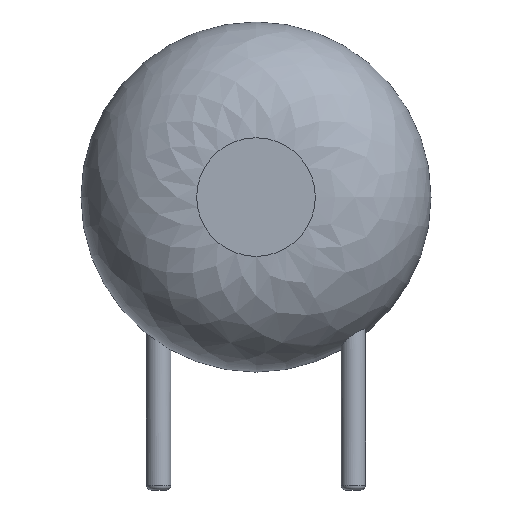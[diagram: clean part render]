
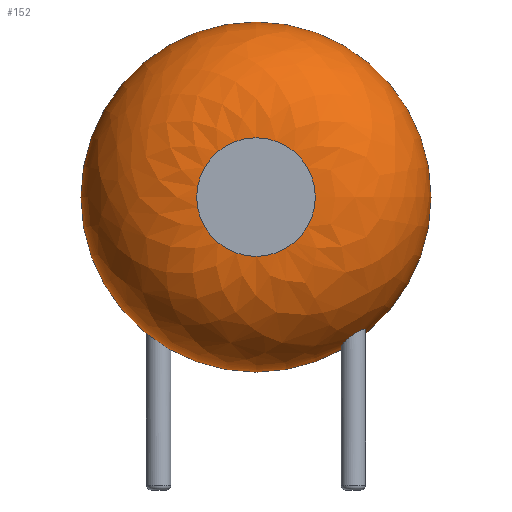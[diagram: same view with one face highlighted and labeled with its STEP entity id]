
A CAD part, front view. The second image highlights one B-rep face of the part: STEP entity #152.
In plain terms, the highlighted face is a revolution surface.
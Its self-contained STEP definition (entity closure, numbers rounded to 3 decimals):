
#24 = VERTEX_POINT('',#25);
#25 = CARTESIAN_POINT('',(7.,-0.824,4.53));
#31 = EDGE_CURVE('',#24,#24,#32,.T.);
#32 = CIRCLE('',#33,4.5);
#33 = AXIS2_PLACEMENT_3D('',#34,#35,#36);
#34 = CARTESIAN_POINT('',(2.5,-0.824,4.53));
#35 = DIRECTION('',(0.,-1.,0.));
#36 = DIRECTION('',(1.,0.,0.));
#152 = ADVANCED_FACE('',(#153,#173),#242,.T.);
#153 = FACE_BOUND('',#154,.T.);
#154 = EDGE_LOOP('',(#155,#156,#165,#172));
#155 = ORIENTED_EDGE('',*,*,#31,.T.);
#156 = ORIENTED_EDGE('',*,*,#157,.T.);
#157 = EDGE_CURVE('',#24,#158,#160,.T.);
#158 = VERTEX_POINT('',#159);
#159 = CARTESIAN_POINT('',(4.024,-3.8,4.53));
#160 = CIRCLE('',#161,2.976);
#161 = AXIS2_PLACEMENT_3D('',#162,#163,#164);
#162 = CARTESIAN_POINT('',(4.024,-0.824,4.53));
#163 = DIRECTION('',(0.,0.,-1.));
#164 = DIRECTION('',(1.,0.,0.));
#165 = ORIENTED_EDGE('',*,*,#166,.F.);
#166 = EDGE_CURVE('',#158,#158,#167,.T.);
#167 = CIRCLE('',#168,1.524);
#168 = AXIS2_PLACEMENT_3D('',#169,#170,#171);
#169 = CARTESIAN_POINT('',(2.5,-3.8,4.53));
#170 = DIRECTION('',(0.,-1.,0.));
#171 = DIRECTION('',(1.,0.,0.));
#172 = ORIENTED_EDGE('',*,*,#157,.F.);
#173 = FACE_BOUND('',#174,.T.);
#174 = EDGE_LOOP('',(#175,#202));
#175 = ORIENTED_EDGE('',*,*,#176,.T.);
#176 = EDGE_CURVE('',#177,#179,#181,.T.);
#177 = VERTEX_POINT('',#178);
#178 = CARTESIAN_POINT('',(5.315,-1.5,1.119));
#179 = VERTEX_POINT('',#180);
#180 = CARTESIAN_POINT('',(4.738,-1.324,0.675
));
#181 = B_SPLINE_CURVE_WITH_KNOTS('',7,(#182,#183,#184,#185,#186,#187,
#188,#189,#190,#191,#192,#193,#194,#195,#196,#197,#198,#199,#200,
#201),.UNSPECIFIED.,.F.,.F.,(8,6,6,8),(0.,0.44,
0.777,1.),.UNSPECIFIED.);
#182 = CARTESIAN_POINT('',(5.315,-1.5,1.119));
#183 = CARTESIAN_POINT('',(5.315,-1.448,1.104));
#184 = CARTESIAN_POINT('',(5.305,-1.397,1.082
));
#185 = CARTESIAN_POINT('',(5.286,-1.349,1.054)
);
#186 = CARTESIAN_POINT('',(5.258,-1.305,1.022
));
#187 = CARTESIAN_POINT('',(5.223,-1.268,0.988
));
#188 = CARTESIAN_POINT('',(5.182,-1.238,0.952
));
#189 = CARTESIAN_POINT('',(5.103,-1.2,0.888
));
#190 = CARTESIAN_POINT('',(5.066,-1.188,0.86)
);
#191 = CARTESIAN_POINT('',(5.028,-1.182,0.833)
);
#192 = CARTESIAN_POINT('',(4.989,-1.18,0.806)
);
#193 = CARTESIAN_POINT('',(4.951,-1.185,0.781
));
#194 = CARTESIAN_POINT('',(4.913,-1.195,0.759
));
#195 = CARTESIAN_POINT('',(4.853,-1.22,0.725
));
#196 = CARTESIAN_POINT('',(4.83,-1.232,0.713
));
#197 = CARTESIAN_POINT('',(4.809,-1.247,0.702
));
#198 = CARTESIAN_POINT('',(4.788,-1.264,0.693
));
#199 = CARTESIAN_POINT('',(4.77,-1.282,0.685)
);
#200 = CARTESIAN_POINT('',(4.753,-1.303,0.679)
);
#201 = CARTESIAN_POINT('',(4.738,-1.324,0.675
));
#202 = ORIENTED_EDGE('',*,*,#203,.T.);
#203 = EDGE_CURVE('',#179,#177,#204,.T.);
#204 = B_SPLINE_CURVE_WITH_KNOTS('',8,(#205,#206,#207,#208,#209,#210,
#211,#212,#213,#214,#215,#216,#217,#218,#219,#220,#221,#222,#223,
#224,#225,#226,#227,#228,#229,#230,#231,#232,#233,#234,#235,#236,
#237,#238,#239,#240,#241),.UNSPECIFIED.,.F.,.F.,(9,7,7,7,7,9),(0.,
0.065,0.272,0.479,0.871,1.),
.UNSPECIFIED.);
#205 = CARTESIAN_POINT('',(4.738,-1.324,0.675
));
#206 = CARTESIAN_POINT('',(4.733,-1.332,0.674
));
#207 = CARTESIAN_POINT('',(4.728,-1.341,0.672
));
#208 = CARTESIAN_POINT('',(4.723,-1.349,0.671)
);
#209 = CARTESIAN_POINT('',(4.719,-1.358,0.67
));
#210 = CARTESIAN_POINT('',(4.714,-1.366,0.67
));
#211 = CARTESIAN_POINT('',(4.71,-1.375,0.669
));
#212 = CARTESIAN_POINT('',(4.707,-1.384,0.669
));
#213 = CARTESIAN_POINT('',(4.693,-1.423,0.67
));
#214 = CARTESIAN_POINT('',(4.686,-1.453,0.673)
);
#215 = CARTESIAN_POINT('',(4.682,-1.485,0.679
));
#216 = CARTESIAN_POINT('',(4.682,-1.516,0.687
));
#217 = CARTESIAN_POINT('',(4.685,-1.547,0.698)
);
#218 = CARTESIAN_POINT('',(4.692,-1.577,0.711)
);
#219 = CARTESIAN_POINT('',(4.702,-1.606,0.726
));
#220 = CARTESIAN_POINT('',(4.728,-1.661,0.759
));
#221 = CARTESIAN_POINT('',(4.743,-1.687,0.777)
);
#222 = CARTESIAN_POINT('',(4.762,-1.711,0.796
));
#223 = CARTESIAN_POINT('',(4.782,-1.732,0.817
));
#224 = CARTESIAN_POINT('',(4.805,-1.751,0.838
));
#225 = CARTESIAN_POINT('',(4.83,-1.768,0.86)
);
#226 = CARTESIAN_POINT('',(4.856,-1.782,0.883
));
#227 = CARTESIAN_POINT('',(4.936,-1.813,0.948)
);
#228 = CARTESIAN_POINT('',(4.992,-1.824,0.991
));
#229 = CARTESIAN_POINT('',(5.05,-1.822,1.032
));
#230 = CARTESIAN_POINT('',(5.108,-1.809,1.069
));
#231 = CARTESIAN_POINT('',(5.163,-1.783,1.1
));
#232 = CARTESIAN_POINT('',(5.211,-1.746,1.122)
);
#233 = CARTESIAN_POINT('',(5.25,-1.7,1.135
));
#234 = CARTESIAN_POINT('',(5.287,-1.631,1.14
));
#235 = CARTESIAN_POINT('',(5.295,-1.614,1.14
));
#236 = CARTESIAN_POINT('',(5.302,-1.595,1.139
));
#237 = CARTESIAN_POINT('',(5.307,-1.577,1.137)
);
#238 = CARTESIAN_POINT('',(5.311,-1.558,1.134
));
#239 = CARTESIAN_POINT('',(5.314,-1.538,1.13
));
#240 = CARTESIAN_POINT('',(5.315,-1.519,1.125));
#241 = CARTESIAN_POINT('',(5.315,-1.5,1.119));
#242 = SURFACE_OF_REVOLUTION('',#243,#256);
#243 = B_SPLINE_CURVE_WITH_KNOTS('',6,(#244,#245,#246,#247,#248,#249,
#250,#251,#252,#253,#254,#255),.UNSPECIFIED.,.F.,.F.,(7,5,7),(0.,
0.785,1.571),.UNSPECIFIED.);
#244 = CARTESIAN_POINT('',(7.,-0.824,4.53));
#245 = CARTESIAN_POINT('',(7.,-1.214,4.53));
#246 = CARTESIAN_POINT('',(6.939,-1.603,4.53));
#247 = CARTESIAN_POINT('',(6.816,-1.981,4.53));
#248 = CARTESIAN_POINT('',(6.636,-2.334,4.53));
#249 = CARTESIAN_POINT('',(6.404,-2.653,4.53));
#250 = CARTESIAN_POINT('',(5.853,-3.204,4.53));
#251 = CARTESIAN_POINT('',(5.534,-3.436,4.53));
#252 = CARTESIAN_POINT('',(5.181,-3.616,4.53));
#253 = CARTESIAN_POINT('',(4.803,-3.739,4.53));
#254 = CARTESIAN_POINT('',(4.414,-3.8,4.53));
#255 = CARTESIAN_POINT('',(4.024,-3.8,4.53));
#256 = AXIS1_PLACEMENT('',#257,#258);
#257 = CARTESIAN_POINT('',(2.5,-0.824,4.53));
#258 = DIRECTION('',(0.,-1.,0.));
